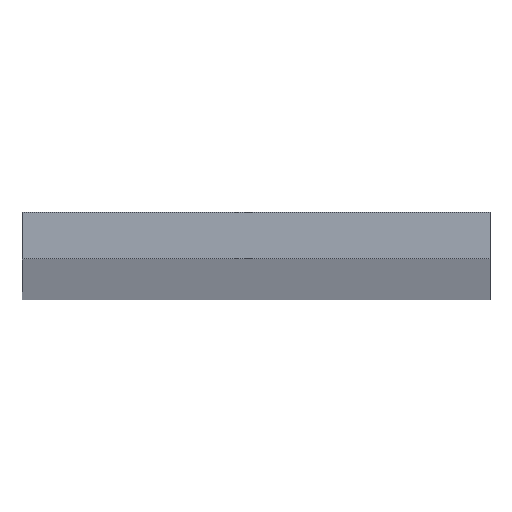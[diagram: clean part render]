
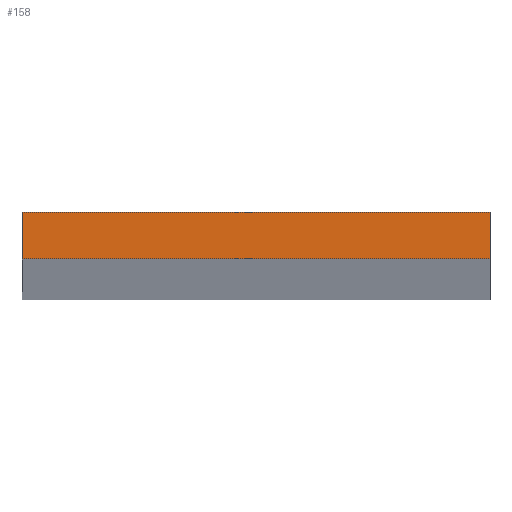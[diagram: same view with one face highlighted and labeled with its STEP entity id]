
A CAD part, top view. The second image highlights one B-rep face of the part: STEP entity #158.
In plain terms, the highlighted planar face has unit normal (0, 0, 1).
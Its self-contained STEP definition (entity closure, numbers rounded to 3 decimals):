
#2 = EDGE_CURVE ( 'NONE', #129, #113, #32, .T. ) ;
#9 = CARTESIAN_POINT ( 'NONE',  ( -10., 1., 500. ) ) ;
#13 = VERTEX_POINT ( 'NONE', #134 ) ;
#18 = VECTOR ( 'NONE', #37, 1000. ) ;
#20 = LINE ( 'NONE', #34, #18 ) ;
#21 = CARTESIAN_POINT ( 'NONE',  ( 10., 1., 500. ) ) ;
#22 = FACE_OUTER_BOUND ( 'NONE', #149, .T. ) ;
#25 = CARTESIAN_POINT ( 'NONE',  ( 0., 0., 500. ) ) ;
#29 = ORIENTED_EDGE ( 'NONE', *, *, #2, .T. ) ;
#32 = LINE ( 'NONE', #79, #144 ) ;
#34 = CARTESIAN_POINT ( 'NONE',  ( 10., -1., 500. ) ) ;
#37 = DIRECTION ( 'NONE',  ( 0., 1., 0. ) ) ;
#43 = VERTEX_POINT ( 'NONE', #21 ) ;
#45 = EDGE_CURVE ( 'NONE', #13, #43, #20, .T. ) ;
#54 = CARTESIAN_POINT ( 'NONE',  ( -10., -1., 500. ) ) ;
#59 = DIRECTION ( 'NONE',  ( 0., 0., -1. ) ) ;
#63 = DIRECTION ( 'NONE',  ( 1., 0., 0. ) ) ;
#74 = PLANE ( 'NONE',  #169 ) ;
#79 = CARTESIAN_POINT ( 'NONE',  ( -10., -1., 500. ) ) ;
#80 = EDGE_CURVE ( 'NONE', #43, #129, #151, .T. ) ;
#81 = DIRECTION ( 'NONE',  ( -1., 0., 0. ) ) ;
#82 = EDGE_CURVE ( 'NONE', #113, #13, #85, .T. ) ;
#85 = LINE ( 'NONE', #141, #178 ) ;
#86 = DIRECTION ( 'NONE',  ( -1., 0., 0. ) ) ;
#101 = ORIENTED_EDGE ( 'NONE', *, *, #82, .T. ) ;
#113 = VERTEX_POINT ( 'NONE', #54 ) ;
#118 = ORIENTED_EDGE ( 'NONE', *, *, #45, .T. ) ;
#129 = VERTEX_POINT ( 'NONE', #9 ) ;
#134 = CARTESIAN_POINT ( 'NONE',  ( 10., -1., 500. ) ) ;
#141 = CARTESIAN_POINT ( 'NONE',  ( -10., -1., 500. ) ) ;
#144 = VECTOR ( 'NONE', #175, 1000. ) ;
#148 = ORIENTED_EDGE ( 'NONE', *, *, #80, .T. ) ;
#149 = EDGE_LOOP ( 'NONE', ( #118, #148, #29, #101 ) ) ;
#151 = LINE ( 'NONE', #154, #152 ) ;
#152 = VECTOR ( 'NONE', #81, 1000. ) ;
#154 = CARTESIAN_POINT ( 'NONE',  ( -10., 1., 500. ) ) ;
#158 = ADVANCED_FACE ( 'NONE', ( #22 ), #74, .F. ) ;
#169 = AXIS2_PLACEMENT_3D ( 'NONE', #25, #59, #86 ) ;
#175 = DIRECTION ( 'NONE',  ( 0., -1., 0. ) ) ;
#178 = VECTOR ( 'NONE', #63, 1000. ) ;
